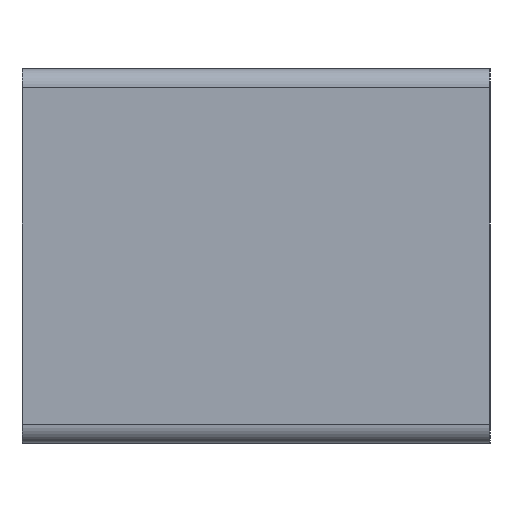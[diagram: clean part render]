
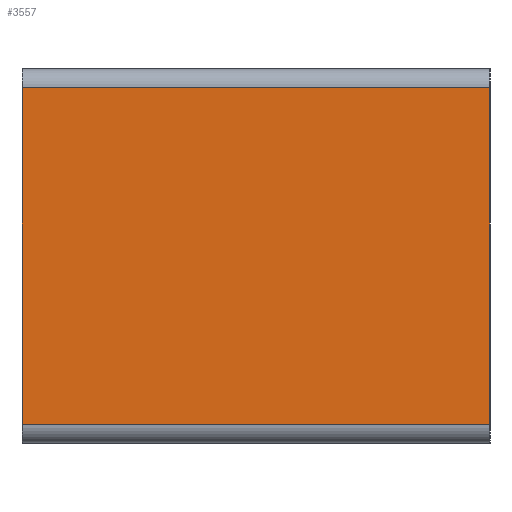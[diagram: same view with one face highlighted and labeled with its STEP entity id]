
A CAD part, left-side view. The second image highlights one B-rep face of the part: STEP entity #3557.
In plain terms, the highlighted planar face has unit normal (-1, 0, 0).
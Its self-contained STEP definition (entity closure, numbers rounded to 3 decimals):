
#349=PLANE('',#3797);
#460=FACE_OUTER_BOUND('',#665,.T.);
#665=EDGE_LOOP('',(#2573,#2574,#2575,#2576));
#897=LINE('',#4682,#1228);
#909=LINE('',#4720,#1240);
#910=LINE('',#4723,#1241);
#911=LINE('',#4724,#1242);
#1228=VECTOR('',#4025,0.36);
#1240=VECTOR('',#4065,0.5);
#1241=VECTOR('',#4068,0.5);
#1242=VECTOR('',#4069,0.36);
#1586=VERTEX_POINT('',#4679);
#1587=VERTEX_POINT('',#4681);
#1598=VERTEX_POINT('',#4716);
#1600=VERTEX_POINT('',#4722);
#1960=EDGE_CURVE('',#1586,#1587,#897,.T.);
#1980=EDGE_CURVE('',#1587,#1598,#909,.T.);
#1981=EDGE_CURVE('',#1600,#1586,#910,.T.);
#1982=EDGE_CURVE('',#1600,#1598,#911,.T.);
#2573=ORIENTED_EDGE('',*,*,#1980,.F.);
#2574=ORIENTED_EDGE('',*,*,#1960,.F.);
#2575=ORIENTED_EDGE('',*,*,#1981,.F.);
#2576=ORIENTED_EDGE('',*,*,#1982,.T.);
#3557=ADVANCED_FACE('',(#460),#349,.T.);
#3797=AXIS2_PLACEMENT_3D('',#4721,#4066,#4067);
#4025=DIRECTION('',(0.,0.,1.));
#4065=DIRECTION('',(0.,-1.,0.));
#4066=DIRECTION('center_axis',(-1.,0.,0.));
#4067=DIRECTION('ref_axis',(0.,-1.,0.));
#4068=DIRECTION('',(0.,1.,0.));
#4069=DIRECTION('',(0.,0.,1.));
#4679=CARTESIAN_POINT('',(-0.5,0.25,0.02));
#4681=CARTESIAN_POINT('',(-0.5,0.25,0.38));
#4682=CARTESIAN_POINT('',(-0.5,0.25,0.));
#4716=CARTESIAN_POINT('',(-0.5,-0.25,0.38));
#4720=CARTESIAN_POINT('',(-0.5,0.125,0.38));
#4721=CARTESIAN_POINT('Origin',(-0.5,0.25,0.));
#4722=CARTESIAN_POINT('',(-0.5,-0.25,0.02));
#4723=CARTESIAN_POINT('',(-0.5,0.125,0.02));
#4724=CARTESIAN_POINT('',(-0.5,-0.25,0.));
